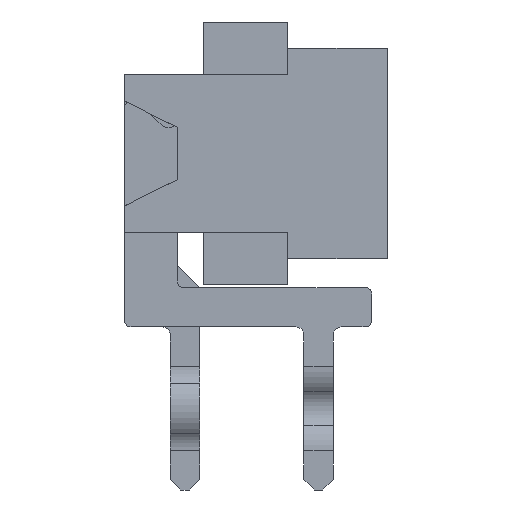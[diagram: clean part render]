
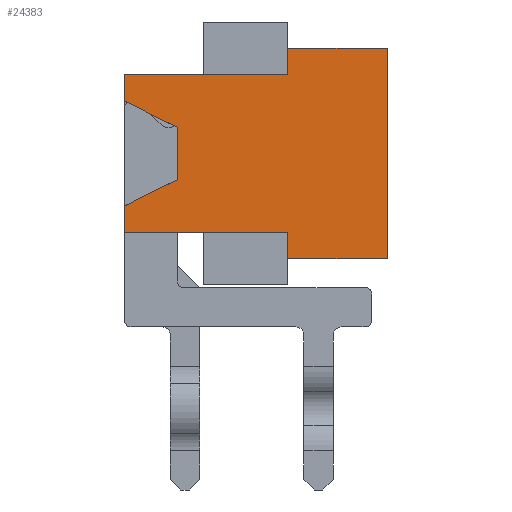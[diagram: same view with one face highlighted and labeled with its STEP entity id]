
A CAD part, front view. The second image highlights one B-rep face of the part: STEP entity #24383.
In plain terms, the highlighted face is planar.
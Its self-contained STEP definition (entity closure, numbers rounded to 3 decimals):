
#3082=ORIENTED_EDGE('',*,*,#9716,.F.);
#3083=ORIENTED_EDGE('',*,*,#9728,.F.);
#3084=ORIENTED_EDGE('',*,*,#9735,.T.);
#3085=ORIENTED_EDGE('',*,*,#8757,.F.);
#3086=ORIENTED_EDGE('',*,*,#8743,.T.);
#3087=ORIENTED_EDGE('',*,*,#9736,.F.);
#3088=ORIENTED_EDGE('',*,*,#9737,.F.);
#3089=ORIENTED_EDGE('',*,*,#9738,.T.);
#3090=ORIENTED_EDGE('',*,*,#9739,.T.);
#3091=ORIENTED_EDGE('',*,*,#8756,.T.);
#3092=ORIENTED_EDGE('',*,*,#8737,.F.);
#3093=ORIENTED_EDGE('',*,*,#9730,.F.);
#3094=ORIENTED_EDGE('',*,*,#9268,.F.);
#3095=ORIENTED_EDGE('',*,*,#9278,.F.);
#8737=EDGE_CURVE('',#12401,#12402,#14820,.T.);
#8743=EDGE_CURVE('',#12408,#12407,#14826,.T.);
#8756=EDGE_CURVE('',#12417,#12402,#14839,.T.);
#8757=EDGE_CURVE('',#12408,#12418,#14840,.T.);
#9268=EDGE_CURVE('',#12745,#12746,#15351,.T.);
#9278=EDGE_CURVE('',#12749,#12745,#15361,.T.);
#9716=EDGE_CURVE('',#12975,#12749,#15799,.T.);
#9728=EDGE_CURVE('',#12976,#12975,#15811,.T.);
#9730=EDGE_CURVE('',#12746,#12401,#15813,.T.);
#9735=EDGE_CURVE('',#12976,#12418,#15818,.T.);
#9736=EDGE_CURVE('',#12977,#12407,#15819,.T.);
#9737=EDGE_CURVE('',#12978,#12977,#15820,.T.);
#9738=EDGE_CURVE('',#12978,#12979,#15821,.T.);
#9739=EDGE_CURVE('',#12979,#12417,#15822,.T.);
#12401=VERTEX_POINT('',#34942);
#12402=VERTEX_POINT('',#34944);
#12407=VERTEX_POINT('',#34955);
#12408=VERTEX_POINT('',#34957);
#12417=VERTEX_POINT('',#34980);
#12418=VERTEX_POINT('',#34985);
#12745=VERTEX_POINT('',#35992);
#12746=VERTEX_POINT('',#35993);
#12749=VERTEX_POINT('',#36008);
#12975=VERTEX_POINT('',#36844);
#12976=VERTEX_POINT('',#36868);
#12977=VERTEX_POINT('',#36880);
#12978=VERTEX_POINT('',#36882);
#12979=VERTEX_POINT('',#36884);
#14820=LINE('',#34943,#17751);
#14826=LINE('',#34956,#17757);
#14839=LINE('',#34982,#17770);
#14840=LINE('',#34984,#17771);
#15351=LINE('',#35991,#18282);
#15361=LINE('',#36009,#18292);
#15799=LINE('',#36843,#18730);
#15811=LINE('',#36867,#18742);
#15813=LINE('',#36871,#18744);
#15818=LINE('',#36878,#18749);
#15819=LINE('',#36879,#18750);
#15820=LINE('',#36881,#18751);
#15821=LINE('',#36883,#18752);
#15822=LINE('',#36885,#18753);
#17751=VECTOR('',#27765,1000.);
#17757=VECTOR('',#27773,1000.);
#17770=VECTOR('',#27792,1000.);
#17771=VECTOR('',#27795,1000.);
#18282=VECTOR('',#28644,1000.);
#18292=VECTOR('',#28660,1000.);
#18730=VECTOR('',#29440,1000.);
#18742=VECTOR('',#29474,1000.);
#18744=VECTOR('',#29478,1000.);
#18749=VECTOR('',#29487,1000.);
#18750=VECTOR('',#29488,1000.);
#18751=VECTOR('',#29489,1000.);
#18752=VECTOR('',#29490,1000.);
#18753=VECTOR('',#29491,1000.);
#20833=EDGE_LOOP('',(#3082,#3083,#3084,#3085,#3086,#3087,#3088,#3089,#3090,
#3091,#3092,#3093,#3094,#3095));
#22154=FACE_BOUND('',#20833,.T.);
#23475=PLANE('',#25804);
#24383=ADVANCED_FACE('',(#22154),#23475,.F.);
#25804=AXIS2_PLACEMENT_3D('',#36877,#29485,#29486);
#27765=DIRECTION('',(0.,0.,1.));
#27773=DIRECTION('',(0.,-1.,0.));
#27792=DIRECTION('',(0.,0.,-1.));
#27795=DIRECTION('',(0.,0.,-1.));
#28644=DIRECTION('',(0.,0.447,-0.894));
#28660=DIRECTION('',(0.,1.,0.));
#29440=DIRECTION('',(0.,0.447,0.894));
#29474=DIRECTION('',(0.,1.,0.));
#29478=DIRECTION('',(0.,1.,0.));
#29485=DIRECTION('',(1.,0.,0.));
#29486=DIRECTION('',(0.,0.,-1.));
#29487=DIRECTION('',(0.,0.,1.));
#29488=DIRECTION('',(0.,0.,-1.));
#29489=DIRECTION('',(0.,-1.,0.));
#29490=DIRECTION('',(0.,0.,-1.));
#29491=DIRECTION('',(0.,-1.,0.));
#34942=CARTESIAN_POINT('',(-9.155,1.5,-1.5));
#34943=CARTESIAN_POINT('',(-9.155,1.5,-1.5));
#34944=CARTESIAN_POINT('',(-9.155,1.5,0.));
#34955=CARTESIAN_POINT('',(-9.155,-2.,1.6));
#34956=CARTESIAN_POINT('',(-9.155,2.,1.6));
#34957=CARTESIAN_POINT('',(-9.155,-1.5,1.6));
#34980=CARTESIAN_POINT('',(-9.155,1.5,1.6));
#34982=CARTESIAN_POINT('',(-9.155,1.5,21.006));
#34984=CARTESIAN_POINT('',(-9.155,-1.5,21.006));
#34985=CARTESIAN_POINT('',(-9.155,-1.5,0.));
#35991=CARTESIAN_POINT('',(-9.155,-0.8,2.1));
#35992=CARTESIAN_POINT('',(-9.155,0.5,-0.5));
#35993=CARTESIAN_POINT('',(-9.155,1.,-1.5));
#36008=CARTESIAN_POINT('',(-9.155,-0.5,-0.5));
#36009=CARTESIAN_POINT('',(-9.155,2.,-0.5));
#36843=CARTESIAN_POINT('',(-9.155,1.6,3.7));
#36844=CARTESIAN_POINT('',(-9.155,-1.,-1.5));
#36867=CARTESIAN_POINT('',(-9.155,-1.5,-1.5));
#36868=CARTESIAN_POINT('',(-9.155,-1.5,-1.5));
#36871=CARTESIAN_POINT('',(-9.155,-1.5,-1.5));
#36877=CARTESIAN_POINT('',(-9.155,2.,3.5));
#36878=CARTESIAN_POINT('',(-9.155,-1.5,-1.5));
#36879=CARTESIAN_POINT('',(-9.155,-2.,3.5));
#36880=CARTESIAN_POINT('',(-9.155,-2.,3.5));
#36881=CARTESIAN_POINT('',(-9.155,2.,3.5));
#36882=CARTESIAN_POINT('',(-9.155,2.,3.5));
#36883=CARTESIAN_POINT('',(-9.155,2.,3.5));
#36884=CARTESIAN_POINT('',(-9.155,2.,1.6));
#36885=CARTESIAN_POINT('',(-9.155,2.,1.6));
